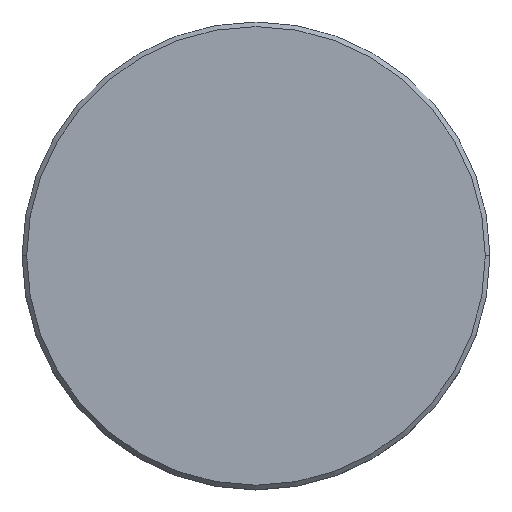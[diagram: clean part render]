
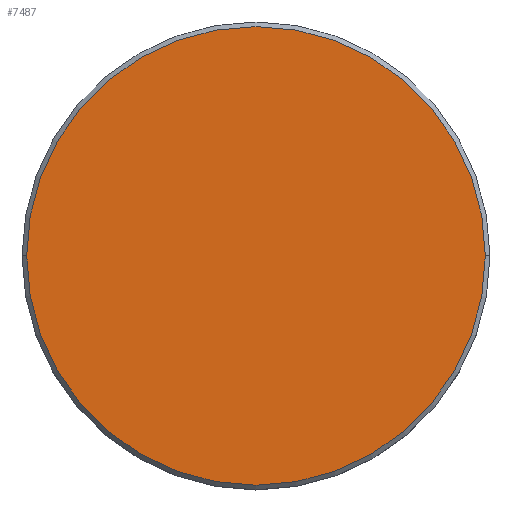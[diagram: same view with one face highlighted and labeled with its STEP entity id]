
A CAD part, top view. The second image highlights one B-rep face of the part: STEP entity #7487.
In plain terms, the highlighted planar face has unit normal (0, 0, 1).
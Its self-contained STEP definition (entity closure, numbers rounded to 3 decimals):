
#61 = VERTEX_POINT ( 'NONE', #103 ) ;
#103 = CARTESIAN_POINT ( 'NONE',  ( 12.45, 0., 3. ) ) ;
#144 = AXIS2_PLACEMENT_3D ( 'NONE', #1970, #3859, #10396 ) ;
#160 = VERTEX_POINT ( 'NONE', #11700 ) ;
#1426 = CIRCLE ( 'NONE', #4692, 12.45 ) ;
#1561 = DIRECTION ( 'NONE',  ( 0., 0., 1. ) ) ;
#1632 = FACE_OUTER_BOUND ( 'NONE', #8163, .T. ) ;
#1970 = CARTESIAN_POINT ( 'NONE',  ( 0., 0., 3. ) ) ;
#2180 = ORIENTED_EDGE ( 'NONE', *, *, #3074, .T. ) ;
#2841 = DIRECTION ( 'NONE',  ( 0., 0., 1. ) ) ;
#2913 = PLANE ( 'NONE',  #144 ) ;
#3074 = EDGE_CURVE ( 'NONE', #61, #160, #1426, .T. ) ;
#3859 = DIRECTION ( 'NONE',  ( 0., 0., 1. ) ) ;
#4692 = AXIS2_PLACEMENT_3D ( 'NONE', #7163, #1561, #8093 ) ;
#6403 = ORIENTED_EDGE ( 'NONE', *, *, #6490, .T. ) ;
#6490 = EDGE_CURVE ( 'NONE', #160, #61, #8987, .T. ) ;
#7163 = CARTESIAN_POINT ( 'NONE',  ( 0., 0., 3. ) ) ;
#7487 = ADVANCED_FACE ( 'NONE', ( #1632 ), #2913, .T. ) ;
#8093 = DIRECTION ( 'NONE',  ( 1., 0., 0. ) ) ;
#8163 = EDGE_LOOP ( 'NONE', ( #6403, #2180 ) ) ;
#8448 = CARTESIAN_POINT ( 'NONE',  ( 0., 0., 3. ) ) ;
#8987 = CIRCLE ( 'NONE', #12125, 12.45 ) ;
#9382 = DIRECTION ( 'NONE',  ( 1., 0., 0. ) ) ;
#10396 = DIRECTION ( 'NONE',  ( 1., 0., 0. ) ) ;
#11700 = CARTESIAN_POINT ( 'NONE',  ( -12.45, 0., 3. ) ) ;
#12125 = AXIS2_PLACEMENT_3D ( 'NONE', #8448, #2841, #9382 ) ;
